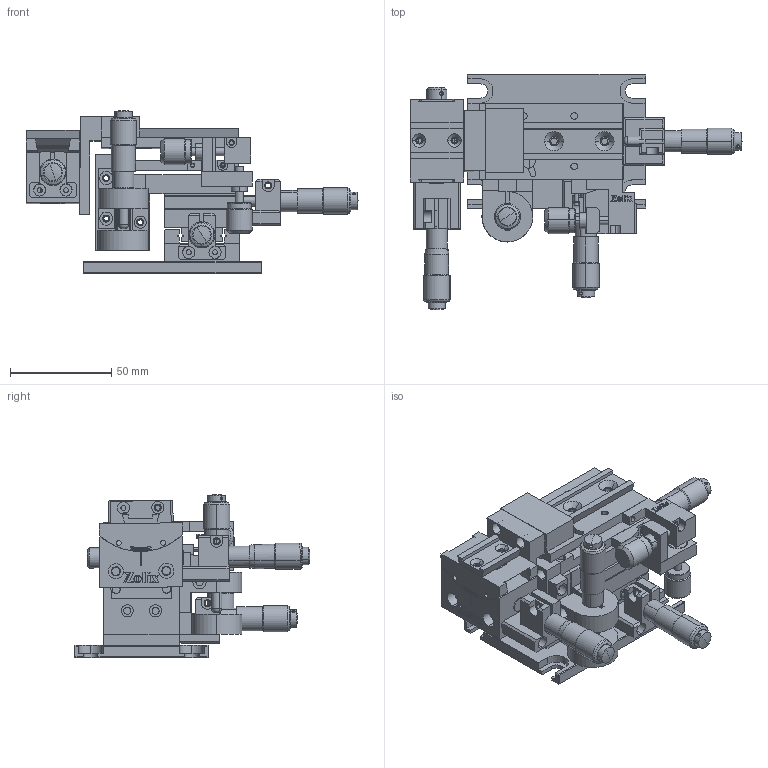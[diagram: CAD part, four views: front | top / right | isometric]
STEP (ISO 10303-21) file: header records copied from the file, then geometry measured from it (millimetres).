
FILE_DESCRIPTION (( 'STEP AP203' ), '1' );
FILE_NAME ('APFP-XYZTθ.step', '2019-05-08T07:01:53', ( '' ), ( '' ), 'SwSTEP 2.0', 'SolidWorks 2017', '' );
FILE_SCHEMA (( 'CONFIG_CONTROL_DESIGN' ));
Length unit declared in the file: millimetre
Products named in the file (1): APFP-XYZTθ
Bounding box: 164.3 x 116.55 x 80.7 mm (x, y, z)
Surface area: 101731.8 mm2 (no closed solid volume)
Topology: 0 solids, 67 shells, 864 faces, 3412 edges, 2538 vertices
Faces by surface type: plane 491, cylinder 287, cone 72, torus 6, sphere 6, bspline 2
Entity records: 36525 total; most frequent: CARTESIAN_POINT 7490, DIRECTION 6122, ORIENTED_EDGE 5234, EDGE_CURVE 3410, VERTEX_POINT 2538, LINE 2282, VECTOR 2282, AXIS2_PLACEMENT_3D 1920
